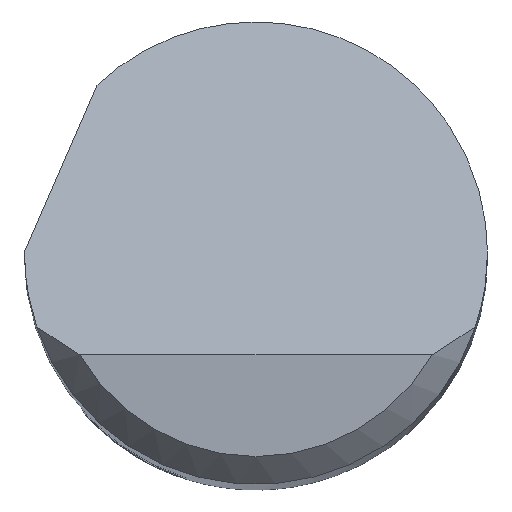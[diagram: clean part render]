
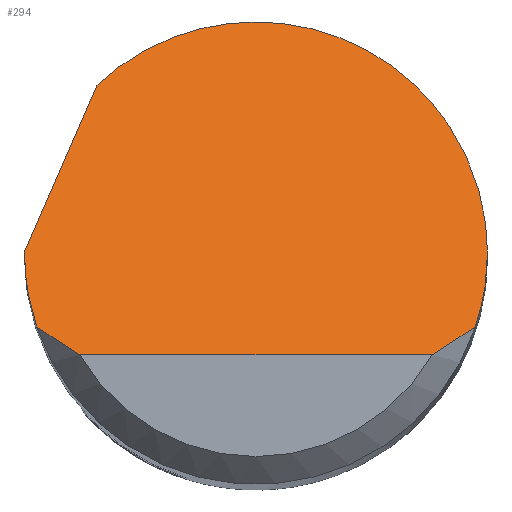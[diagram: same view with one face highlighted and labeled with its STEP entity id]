
A CAD part, top view. The second image highlights one B-rep face of the part: STEP entity #294.
In plain terms, the highlighted planar face has unit normal (0, 0.707, 0.707).
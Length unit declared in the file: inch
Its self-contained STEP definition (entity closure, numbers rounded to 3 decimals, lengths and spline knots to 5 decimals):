
#6 = ORIENTED_EDGE ( 'NONE', *, *, #33, .T. ) ;
#7 = VERTEX_POINT ( 'NONE', #231 ) ;
#33 = EDGE_CURVE ( 'NONE', #801, #506, #805, .T. ) ;
#36 = FACE_OUTER_BOUND ( 'NONE', #295, .T. ) ;
#59 = EDGE_CURVE ( 'NONE', #687, #867, #589, .T. ) ;
#71 = VERTEX_POINT ( 'NONE', #678 ) ;
#87 = VECTOR ( 'NONE', #642, 39.37008 ) ;
#108 = LINE ( 'NONE', #704, #654 ) ;
#122 = CARTESIAN_POINT ( 'NONE',  ( 0.00727, 0.1789, 1.7661 ) ) ;
#138 = ORIENTED_EDGE ( 'NONE', *, *, #376, .T. ) ;
#176 = CARTESIAN_POINT ( 'NONE',  ( -0.125, -0.055, 2. ) ) ;
#183 = CARTESIAN_POINT ( 'NONE',  ( 0.10339, -0.05031, 1.99531 ) ) ;
#224 = EDGE_CURVE ( 'NONE', #867, #594, #108, .T. ) ;
#228 = CARTESIAN_POINT ( 'NONE',  ( -0.08588, 0.09083, 1.85417 ) ) ;
#231 = CARTESIAN_POINT ( 'NONE',  ( 0.125, 0., 1.945 ) ) ;
#243 = B_SPLINE_CURVE_WITH_KNOTS ( 'NONE', 3,
 ( #777, #563, #570, #838 ),
 .UNSPECIFIED., .F., .F.,
 ( 4, 4 ),
 ( 0., 0.0008 ),
 .UNSPECIFIED. ) ;
#248 = ORIENTED_EDGE ( 'NONE', *, *, #59, .F. ) ;
#294 = ADVANCED_FACE ( 'NONE', ( #36 ), #638, .F. ) ;
#295 = EDGE_LOOP ( 'NONE', ( #649, #6, #473, #379, #540, #248, #622, #138 ) ) ;
#304 = CARTESIAN_POINT ( 'NONE',  ( 0.11843, -0.04, 1.985 ) ) ;
#323 = CARTESIAN_POINT ( 'NONE',  ( 0.11843, -0.04, 1.985 ) ) ;
#338 = CARTESIAN_POINT ( 'NONE',  ( 0.125, 0., 1.945 ) ) ;
#376 = EDGE_CURVE ( 'NONE', #519, #71, #243, .T. ) ;
#379 = ORIENTED_EDGE ( 'NONE', *, *, #908, .F. ) ;
#406 = LINE ( 'NONE', #431, #87 ) ;
#414 = CARTESIAN_POINT ( 'NONE',  ( -0.125, 0.001, 1.944 ) ) ;
#420 = CARTESIAN_POINT ( 'NONE',  ( 0.125, 0., 1.945 ) ) ;
#421 = CARTESIAN_POINT ( 'NONE',  ( 0.11843, -0.04, 1.985 ) ) ;
#431 = CARTESIAN_POINT ( 'NONE',  ( 0., -0.055, 2. ) ) ;
#432 = AXIS2_PLACEMENT_3D ( 'NONE', #176, #476, #751 ) ;
#464 =( BOUNDED_CURVE ( )  B_SPLINE_CURVE ( 3, ( #338, #628, #898, #304 ),
 .UNSPECIFIED., .F., .T. ) 
 B_SPLINE_CURVE_WITH_KNOTS ( ( 4, 4 ),
 ( 1.5708, 1.89653 ),
 .UNSPECIFIED. ) 
 CURVE ( )  GEOMETRIC_REPRESENTATION_ITEM ( )  RATIONAL_B_SPLINE_CURVE ( ( 1., 0.991, 0.991, 1. ) ) 
 REPRESENTATION_ITEM ( '' )  );
#470 = CARTESIAN_POINT ( 'NONE',  ( 0.11107, -0.04528, 1.99028 ) ) ;
#473 = ORIENTED_EDGE ( 'NONE', *, *, #790, .F. ) ;
#476 = DIRECTION ( 'NONE',  ( 0., -0.707, -0.707 ) ) ;
#496 = CARTESIAN_POINT ( 'NONE',  ( -0.08588, 0.09083, 1.85417 ) ) ;
#506 = VERTEX_POINT ( 'NONE', #421 ) ;
#517 = CARTESIAN_POINT ( 'NONE',  ( -0.125, 0., 1.945 ) ) ;
#519 = VERTEX_POINT ( 'NONE', #631 ) ;
#540 = ORIENTED_EDGE ( 'NONE', *, *, #224, .F. ) ;
#563 = CARTESIAN_POINT ( 'NONE',  ( -0.11107, -0.04528, 1.99028 ) ) ;
#570 = CARTESIAN_POINT ( 'NONE',  ( -0.10339, -0.05031, 1.99531 ) ) ;
#581 = CARTESIAN_POINT ( 'NONE',  ( 0.09526, -0.055, 2. ) ) ;
#589 =( BOUNDED_CURVE ( )  B_SPLINE_CURVE ( 3, ( #810, #878, #690, #820 ),
 .UNSPECIFIED., .F., .T. ) 
 B_SPLINE_CURVE_WITH_KNOTS ( ( 4, 4 ),
 ( 4.71239, 4.72039 ),
 .UNSPECIFIED. ) 
 CURVE ( )  GEOMETRIC_REPRESENTATION_ITEM ( )  RATIONAL_B_SPLINE_CURVE ( ( 1., 1., 1., 1. ) ) 
 REPRESENTATION_ITEM ( '' )  );
#594 = VERTEX_POINT ( 'NONE', #228 ) ;
#619 = CARTESIAN_POINT ( 'NONE',  ( 0.09526, -0.055, 2. ) ) ;
#622 = ORIENTED_EDGE ( 'NONE', *, *, #714, .F. ) ;
#628 = CARTESIAN_POINT ( 'NONE',  ( 0.125, -0.01363, 1.95863 ) ) ;
#631 = CARTESIAN_POINT ( 'NONE',  ( -0.11843, -0.04, 1.985 ) ) ;
#637 = CARTESIAN_POINT ( 'NONE',  ( -0.12279, -0.02708, 1.97208 ) ) ;
#638 = PLANE ( 'NONE',  #432 ) ;
#642 = DIRECTION ( 'NONE',  ( 1., 0., 0. ) ) ;
#649 = ORIENTED_EDGE ( 'NONE', *, *, #818, .T. ) ;
#654 = VECTOR ( 'NONE', #708, 39.37008 ) ;
#677 = CARTESIAN_POINT ( 'NONE',  ( -0.11843, -0.04, 1.985 ) ) ;
#678 = CARTESIAN_POINT ( 'NONE',  ( -0.09526, -0.055, 2. ) ) ;
#687 = VERTEX_POINT ( 'NONE', #844 ) ;
#690 = CARTESIAN_POINT ( 'NONE',  ( -0.125, 0.00067, 1.94433 ) ) ;
#704 = CARTESIAN_POINT ( 'NONE',  ( -0.14727, -0.05015, 1.99515 ) ) ;
#707 =( BOUNDED_CURVE ( )  B_SPLINE_CURVE ( 3, ( #496, #122, #772, #420 ),
 .UNSPECIFIED., .F., .T. ) 
 B_SPLINE_CURVE_WITH_KNOTS ( ( 4, 4 ),
 ( 5.52582, 7.85398 ),
 .UNSPECIFIED. ) 
 CURVE ( )  GEOMETRIC_REPRESENTATION_ITEM ( )  RATIONAL_B_SPLINE_CURVE ( ( 1., 0.597, 0.597, 1. ) ) 
 REPRESENTATION_ITEM ( '' )  );
#708 = DIRECTION ( 'NONE',  ( 0.294, 0.676, -0.676 ) ) ;
#714 = EDGE_CURVE ( 'NONE', #519, #687, #849, .T. ) ;
#730 = CARTESIAN_POINT ( 'NONE',  ( -0.125, -0.01363, 1.95863 ) ) ;
#751 = DIRECTION ( 'NONE',  ( 0., 0.707, -0.707 ) ) ;
#772 = CARTESIAN_POINT ( 'NONE',  ( 0.125, 0.12819, 1.81681 ) ) ;
#777 = CARTESIAN_POINT ( 'NONE',  ( -0.11843, -0.04, 1.985 ) ) ;
#790 = EDGE_CURVE ( 'NONE', #7, #506, #464, .T. ) ;
#801 = VERTEX_POINT ( 'NONE', #581 ) ;
#805 = B_SPLINE_CURVE_WITH_KNOTS ( 'NONE', 3,
 ( #619, #183, #470, #323 ),
 .UNSPECIFIED., .F., .F.,
 ( 4, 4 ),
 ( 0., 0.0008 ),
 .UNSPECIFIED. ) ;
#810 = CARTESIAN_POINT ( 'NONE',  ( -0.125, 0., 1.945 ) ) ;
#818 = EDGE_CURVE ( 'NONE', #71, #801, #406, .T. ) ;
#820 = CARTESIAN_POINT ( 'NONE',  ( -0.125, 0.001, 1.944 ) ) ;
#838 = CARTESIAN_POINT ( 'NONE',  ( -0.09526, -0.055, 2. ) ) ;
#844 = CARTESIAN_POINT ( 'NONE',  ( -0.125, 0., 1.945 ) ) ;
#849 =( BOUNDED_CURVE ( )  B_SPLINE_CURVE ( 3, ( #677, #637, #730, #517 ),
 .UNSPECIFIED., .F., .F. ) 
 B_SPLINE_CURVE_WITH_KNOTS ( ( 4, 4 ),
 ( 4.38666, 4.71239 ),
 .UNSPECIFIED. ) 
 CURVE ( )  GEOMETRIC_REPRESENTATION_ITEM ( )  RATIONAL_B_SPLINE_CURVE ( ( 1., 0.991, 0.991, 1. ) ) 
 REPRESENTATION_ITEM ( '' )  );
#867 = VERTEX_POINT ( 'NONE', #414 ) ;
#878 = CARTESIAN_POINT ( 'NONE',  ( -0.125, 0.00033, 1.94467 ) ) ;
#898 = CARTESIAN_POINT ( 'NONE',  ( 0.12279, -0.02708, 1.97208 ) ) ;
#908 = EDGE_CURVE ( 'NONE', #594, #7, #707, .T. ) ;
